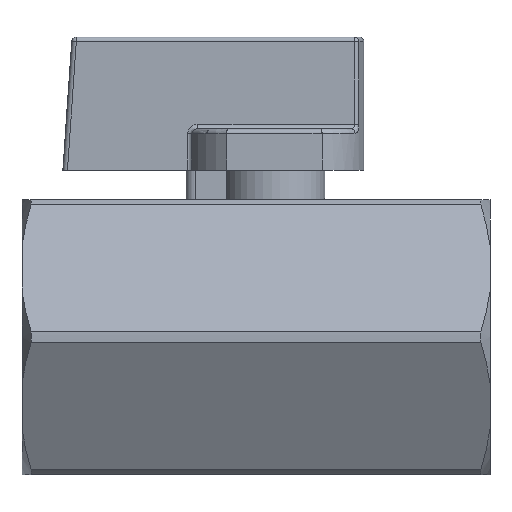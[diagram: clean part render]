
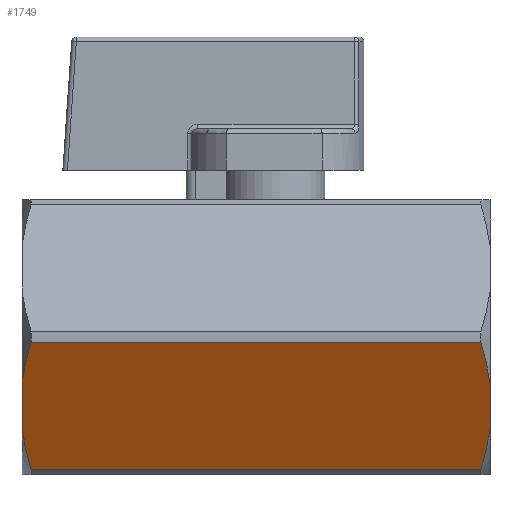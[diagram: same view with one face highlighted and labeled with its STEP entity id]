
A CAD part, left-side view. The second image highlights one B-rep face of the part: STEP entity #1749.
In plain terms, the highlighted planar face has unit normal (-0.866, 0, -0.5).
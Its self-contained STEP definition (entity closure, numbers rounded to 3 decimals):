
#75=LINE('',#2722,#146);
#76=LINE('',#2727,#147);
#83=LINE('',#2757,#154);
#89=LINE('',#2786,#160);
#146=VECTOR('',#2213,1000.);
#147=VECTOR('',#2218,1000.);
#154=VECTOR('',#2243,1000.);
#160=VECTOR('',#2267,1000.);
#194=B_SPLINE_CURVE_WITH_KNOTS('',3,(#2827,#2828,#2829,#2830),
 .UNSPECIFIED.,.F.,.F.,(4,4),(0.024,0.03),
 .UNSPECIFIED.);
#195=B_SPLINE_CURVE_WITH_KNOTS('',3,(#2832,#2833,#2834,#2835),
 .UNSPECIFIED.,.F.,.F.,(4,4),(0.013,0.019),
 .UNSPECIFIED.);
#206=B_SPLINE_CURVE_WITH_KNOTS('',3,(#2881,#2882,#2883,#2884),
 .UNSPECIFIED.,.F.,.F.,(4,4),(0.013,0.019),
 .UNSPECIFIED.);
#207=B_SPLINE_CURVE_WITH_KNOTS('',3,(#2886,#2887,#2888,#2889),
 .UNSPECIFIED.,.F.,.F.,(4,4),(0.024,0.03),
 .UNSPECIFIED.);
#263=PLANE('',#1928);
#589=ORIENTED_EDGE('',*,*,#770,.F.);
#590=ORIENTED_EDGE('',*,*,#812,.F.);
#591=ORIENTED_EDGE('',*,*,#800,.F.);
#592=ORIENTED_EDGE('',*,*,#813,.F.);
#593=ORIENTED_EDGE('',*,*,#772,.F.);
#594=ORIENTED_EDGE('',*,*,#825,.F.);
#595=ORIENTED_EDGE('',*,*,#786,.F.);
#596=ORIENTED_EDGE('',*,*,#824,.F.);
#770=EDGE_CURVE('',#928,#925,#75,.F.);
#772=EDGE_CURVE('',#930,#931,#76,.T.);
#786=EDGE_CURVE('',#944,#945,#83,.T.);
#800=EDGE_CURVE('',#958,#959,#89,.T.);
#812=EDGE_CURVE('',#959,#928,#194,.T.);
#813=EDGE_CURVE('',#931,#958,#195,.T.);
#824=EDGE_CURVE('',#925,#944,#206,.T.);
#825=EDGE_CURVE('',#945,#930,#207,.T.);
#925=VERTEX_POINT('',#2716);
#928=VERTEX_POINT('',#2721);
#930=VERTEX_POINT('',#2726);
#931=VERTEX_POINT('',#2728);
#944=VERTEX_POINT('',#2756);
#945=VERTEX_POINT('',#2758);
#958=VERTEX_POINT('',#2785);
#959=VERTEX_POINT('',#2787);
#1152=EDGE_LOOP('',(#589,#590,#591,#592,#593,#594,#595,#596));
#1264=FACE_BOUND('',#1152,.T.);
#1749=ADVANCED_FACE('',(#1264),#263,.T.);
#1928=AXIS2_PLACEMENT_3D('',#2918,#2313,#2314);
#2213=DIRECTION('',(0.,1.,0.));
#2218=DIRECTION('',(0.,1.,0.));
#2243=DIRECTION('',(0.5,0.,-0.866));
#2267=DIRECTION('',(-0.5,0.,0.866));
#2313=DIRECTION('',(-0.866,0.,-0.5));
#2314=DIRECTION('',(-0.5,0.,0.866));
#2716=CARTESIAN_POINT('',(-16.99,-22.5,-0.572));
#2721=CARTESIAN_POINT('',(-16.99,26.5,-0.572));
#2722=CARTESIAN_POINT('',(-16.99,-23.5,-0.572));
#2726=CARTESIAN_POINT('',(-8.99,-22.5,-14.428));
#2727=CARTESIAN_POINT('',(-8.99,-23.5,-14.428));
#2728=CARTESIAN_POINT('',(-8.99,26.5,-14.428));
#2756=CARTESIAN_POINT('',(-14.414,-23.5,-5.034));
#2757=CARTESIAN_POINT('',(-17.321,-23.5,0.));
#2758=CARTESIAN_POINT('',(-11.566,-23.5,-9.966));
#2785=CARTESIAN_POINT('',(-11.566,27.5,-9.966));
#2786=CARTESIAN_POINT('',(-12.99,27.5,-7.5));
#2787=CARTESIAN_POINT('',(-14.414,27.5,-5.034));
#2827=CARTESIAN_POINT('',(-14.414,27.5,-5.034));
#2828=CARTESIAN_POINT('',(-15.291,27.311,-3.514));
#2829=CARTESIAN_POINT('',(-16.15,26.957,-2.027));
#2830=CARTESIAN_POINT('',(-16.99,26.5,-0.572));
#2832=CARTESIAN_POINT('',(-8.99,26.5,-14.428));
#2833=CARTESIAN_POINT('',(-9.838,26.961,-12.959));
#2834=CARTESIAN_POINT('',(-10.702,27.314,-11.464));
#2835=CARTESIAN_POINT('',(-11.566,27.5,-9.966));
#2881=CARTESIAN_POINT('',(-16.99,-22.5,-0.572));
#2882=CARTESIAN_POINT('',(-16.142,-22.961,-2.041));
#2883=CARTESIAN_POINT('',(-15.279,-23.314,-3.536));
#2884=CARTESIAN_POINT('',(-14.414,-23.5,-5.034));
#2886=CARTESIAN_POINT('',(-11.566,-23.5,-9.966));
#2887=CARTESIAN_POINT('',(-10.689,-23.311,-11.486));
#2888=CARTESIAN_POINT('',(-9.831,-22.957,-12.973));
#2889=CARTESIAN_POINT('',(-8.99,-22.5,-14.428));
#2918=CARTESIAN_POINT('',(-17.321,52.664,0.));
